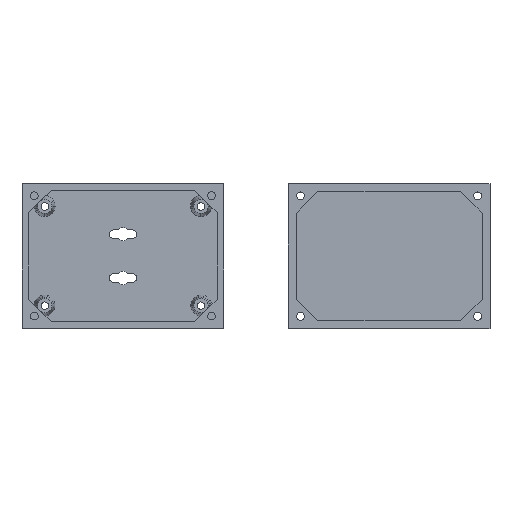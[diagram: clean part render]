
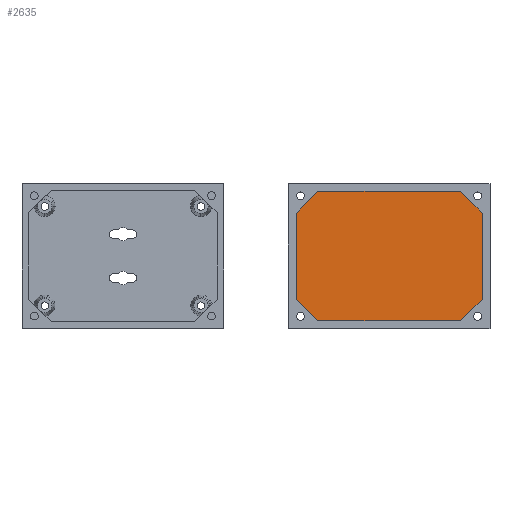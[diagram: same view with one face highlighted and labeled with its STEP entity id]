
A CAD part, top view. The second image highlights one B-rep face of the part: STEP entity #2635.
In plain terms, the highlighted planar face has unit normal (0, 0, 1).
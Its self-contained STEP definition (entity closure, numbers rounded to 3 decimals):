
#2635=ADVANCED_FACE('',(#3453),#24407,.T.);
#3453=FACE_OUTER_BOUND('',#4275,.T.);
#4275=EDGE_LOOP('',(#5643,#5644,#5645,#5646,#5647,#5648,#5649,#5650));
#5643=ORIENTED_EDGE('',*,*,#10458,.T.);
#5644=ORIENTED_EDGE('',*,*,#10459,.T.);
#5645=ORIENTED_EDGE('',*,*,#10460,.T.);
#5646=ORIENTED_EDGE('',*,*,#10461,.T.);
#5647=ORIENTED_EDGE('',*,*,#10462,.T.);
#5648=ORIENTED_EDGE('',*,*,#10463,.T.);
#5649=ORIENTED_EDGE('',*,*,#10464,.T.);
#5650=ORIENTED_EDGE('',*,*,#10465,.T.);
#10458=EDGE_CURVE('',#20092,#20093,#15273,.T.);
#10459=EDGE_CURVE('',#20093,#20094,#15274,.T.);
#10460=EDGE_CURVE('',#20094,#20095,#15275,.T.);
#10461=EDGE_CURVE('',#20095,#20096,#15276,.T.);
#10462=EDGE_CURVE('',#20096,#20097,#15277,.T.);
#10463=EDGE_CURVE('',#20097,#20098,#15278,.T.);
#10464=EDGE_CURVE('',#20098,#20099,#15279,.T.);
#10465=EDGE_CURVE('',#20099,#20092,#15280,.T.);
#15273=B_SPLINE_CURVE_WITH_KNOTS('',1,(#28723,#28724),.UNSPECIFIED.,.F.,
 .F.,(2,2),(0.,0.54),.UNSPECIFIED.);
#15274=B_SPLINE_CURVE_WITH_KNOTS('',1,(#28725,#28726),.UNSPECIFIED.,.F.,
 .F.,(2,2),(0.54,2.052),.UNSPECIFIED.);
#15275=B_SPLINE_CURVE_WITH_KNOTS('',1,(#28727,#28728),.UNSPECIFIED.,.F.,
 .F.,(2,2),(2.052,2.592),.UNSPECIFIED.);
#15276=B_SPLINE_CURVE_WITH_KNOTS('',1,(#28729,#28730),.UNSPECIFIED.,.F.,
 .F.,(2,2),(2.592,5.103),.UNSPECIFIED.);
#15277=B_SPLINE_CURVE_WITH_KNOTS('',1,(#28731,#28732),.UNSPECIFIED.,.F.,
 .F.,(2,2),(5.103,5.644),.UNSPECIFIED.);
#15278=B_SPLINE_CURVE_WITH_KNOTS('',1,(#28733,#28734),.UNSPECIFIED.,.F.,
 .F.,(2,2),(5.644,7.155),.UNSPECIFIED.);
#15279=B_SPLINE_CURVE_WITH_KNOTS('',1,(#28735,#28736),.UNSPECIFIED.,.F.,
 .F.,(2,2),(7.155,7.696),.UNSPECIFIED.);
#15280=B_SPLINE_CURVE_WITH_KNOTS('',1,(#28737,#28738),.UNSPECIFIED.,.F.,
 .F.,(2,2),(7.696,10.207),.UNSPECIFIED.);
#20092=VERTEX_POINT('',#28715);
#20093=VERTEX_POINT('',#28716);
#20094=VERTEX_POINT('',#28717);
#20095=VERTEX_POINT('',#28718);
#20096=VERTEX_POINT('',#28719);
#20097=VERTEX_POINT('',#28720);
#20098=VERTEX_POINT('',#28721);
#20099=VERTEX_POINT('',#28722);
#24407=PLANE('',#25245);
#25245=AXIS2_PLACEMENT_3D('',#28714,#26067,$);
#26067=DIRECTION('',(0.,0.,1.));
#28714=CARTESIAN_POINT('',(122.524,3.5,6.));
#28715=CARTESIAN_POINT('',(132.231,61.3,6.));
#28716=CARTESIAN_POINT('',(122.524,51.593,6.));
#28717=CARTESIAN_POINT('',(122.524,13.207,6.));
#28718=CARTESIAN_POINT('',(132.231,3.5,6.));
#28719=CARTESIAN_POINT('',(196.017,3.5,6.));
#28720=CARTESIAN_POINT('',(205.724,13.207,6.));
#28721=CARTESIAN_POINT('',(205.724,51.593,6.));
#28722=CARTESIAN_POINT('',(196.017,61.3,6.));
#28723=CARTESIAN_POINT('',(132.231,61.3,6.));
#28724=CARTESIAN_POINT('',(122.524,51.593,6.));
#28725=CARTESIAN_POINT('',(122.524,51.593,6.));
#28726=CARTESIAN_POINT('',(122.524,13.207,6.));
#28727=CARTESIAN_POINT('',(122.524,13.207,6.));
#28728=CARTESIAN_POINT('',(132.231,3.5,6.));
#28729=CARTESIAN_POINT('',(132.231,3.5,6.));
#28730=CARTESIAN_POINT('',(196.017,3.5,6.));
#28731=CARTESIAN_POINT('',(196.017,3.5,6.));
#28732=CARTESIAN_POINT('',(205.724,13.207,6.));
#28733=CARTESIAN_POINT('',(205.724,13.207,6.));
#28734=CARTESIAN_POINT('',(205.724,51.593,6.));
#28735=CARTESIAN_POINT('',(205.724,51.593,6.));
#28736=CARTESIAN_POINT('',(196.017,61.3,6.));
#28737=CARTESIAN_POINT('',(196.017,61.3,6.));
#28738=CARTESIAN_POINT('',(132.231,61.3,6.));
